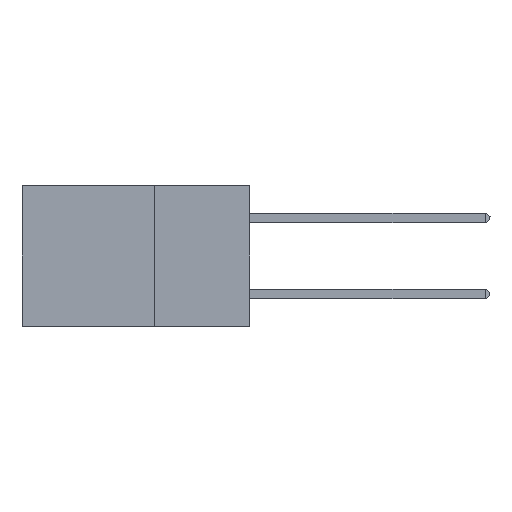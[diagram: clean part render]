
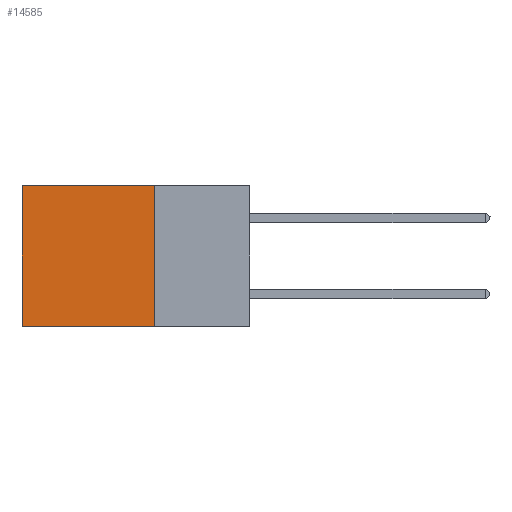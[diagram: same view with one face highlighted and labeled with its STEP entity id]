
A CAD part, left-side view. The second image highlights one B-rep face of the part: STEP entity #14585.
In plain terms, the highlighted planar face has unit normal (-1, 0, 0).
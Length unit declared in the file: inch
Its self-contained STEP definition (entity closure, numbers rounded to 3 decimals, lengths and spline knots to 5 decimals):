
#23 = VECTOR ( 'NONE', #1360, 39.37008 ) ;
#34 = EDGE_CURVE ( 'NONE', #11127, #1793, #7777, .T. ) ;
#1226 = LINE ( 'NONE', #6679, #17401 ) ;
#1360 = DIRECTION ( 'NONE',  ( 0., 0., -1. ) ) ;
#1383 = ORIENTED_EDGE ( 'NONE', *, *, #15424, .T. ) ;
#1793 = VERTEX_POINT ( 'NONE', #4716 ) ;
#2973 = PLANE ( 'NONE',  #9831 ) ;
#2987 = ORIENTED_EDGE ( 'NONE', *, *, #5475, .F. ) ;
#4716 = CARTESIAN_POINT ( 'NONE',  ( 0.2875, 0.6, -0.37 ) ) ;
#5475 = EDGE_CURVE ( 'NONE', #17107, #11127, #8289, .T. ) ;
#5865 = CARTESIAN_POINT ( 'NONE',  ( 0.2875, 0.6, 0. ) ) ;
#6116 = CARTESIAN_POINT ( 'NONE',  ( 0.2875, 0.25, 0. ) ) ;
#6679 = CARTESIAN_POINT ( 'NONE',  ( 0.2875, 0.25, 0. ) ) ;
#7284 = VECTOR ( 'NONE', #14295, 39.37008 ) ;
#7708 = DIRECTION ( 'NONE',  ( 0., 0., -1. ) ) ;
#7771 = DIRECTION ( 'NONE',  ( 1., 0., 0. ) ) ;
#7777 = LINE ( 'NONE', #10838, #7284 ) ;
#8289 = LINE ( 'NONE', #12218, #23 ) ;
#8790 = VERTEX_POINT ( 'NONE', #9485 ) ;
#9485 = CARTESIAN_POINT ( 'NONE',  ( 0.2875, 0.6, 0. ) ) ;
#9592 = EDGE_LOOP ( 'NONE', ( #1383, #15160, #2987, #14348 ) ) ;
#9676 = EDGE_CURVE ( 'NONE', #17107, #8790, #1226, .T. ) ;
#9831 = AXIS2_PLACEMENT_3D ( 'NONE', #6116, #7771, #7708 ) ;
#10119 = VECTOR ( 'NONE', #16428, 39.37008 ) ;
#10838 = CARTESIAN_POINT ( 'NONE',  ( 0.2875, 0.25, -0.37 ) ) ;
#11127 = VERTEX_POINT ( 'NONE', #14573 ) ;
#12218 = CARTESIAN_POINT ( 'NONE',  ( 0.2875, 0.25, 0. ) ) ;
#13011 = DIRECTION ( 'NONE',  ( 0., 1., 0. ) ) ;
#13329 = CARTESIAN_POINT ( 'NONE',  ( 0.2875, 0.25, 0. ) ) ;
#14295 = DIRECTION ( 'NONE',  ( 0., 1., 0. ) ) ;
#14348 = ORIENTED_EDGE ( 'NONE', *, *, #9676, .T. ) ;
#14573 = CARTESIAN_POINT ( 'NONE',  ( 0.2875, 0.25, -0.37 ) ) ;
#14585 = ADVANCED_FACE ( 'NONE', ( #17321 ), #2973, .F. ) ;
#15160 = ORIENTED_EDGE ( 'NONE', *, *, #34, .F. ) ;
#15424 = EDGE_CURVE ( 'NONE', #8790, #1793, #18509, .T. ) ;
#16428 = DIRECTION ( 'NONE',  ( 0., 0., -1. ) ) ;
#17107 = VERTEX_POINT ( 'NONE', #13329 ) ;
#17321 = FACE_OUTER_BOUND ( 'NONE', #9592, .T. ) ;
#17401 = VECTOR ( 'NONE', #13011, 39.37008 ) ;
#18509 = LINE ( 'NONE', #5865, #10119 ) ;
